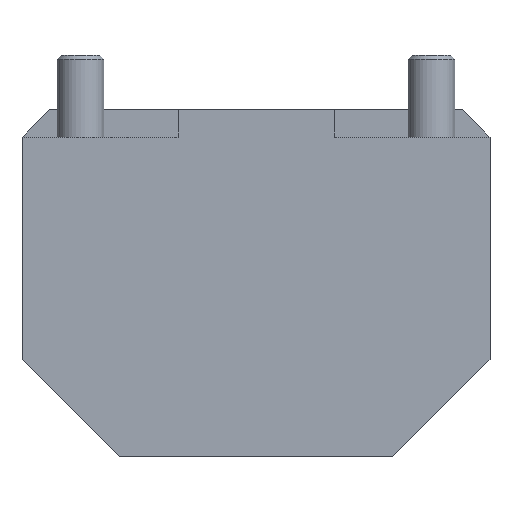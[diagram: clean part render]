
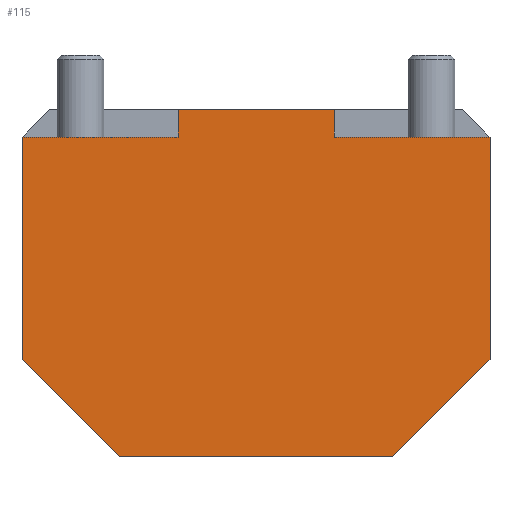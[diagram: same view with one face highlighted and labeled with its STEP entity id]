
A CAD part, left-side view. The second image highlights one B-rep face of the part: STEP entity #115.
In plain terms, the highlighted planar face has unit normal (-1, 0, 0).
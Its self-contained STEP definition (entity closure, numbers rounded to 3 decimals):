
#72=FACE_OUTER_BOUND('',#237,.T.);
#115=ADVANCED_FACE('',(#72),#155,.F.);
#155=PLANE('',#830);
#237=EDGE_LOOP('',(#377,#378,#379,#380,#381,#382,#383,#384,#385,#386));
#377=ORIENTED_EDGE('',*,*,#602,.F.);
#378=ORIENTED_EDGE('',*,*,#603,.F.);
#379=ORIENTED_EDGE('',*,*,#604,.F.);
#380=ORIENTED_EDGE('',*,*,#605,.F.);
#381=ORIENTED_EDGE('',*,*,#606,.F.);
#382=ORIENTED_EDGE('',*,*,#594,.T.);
#383=ORIENTED_EDGE('',*,*,#592,.T.);
#384=ORIENTED_EDGE('',*,*,#590,.T.);
#385=ORIENTED_EDGE('',*,*,#589,.F.);
#386=ORIENTED_EDGE('',*,*,#597,.T.);
#521=VERTEX_POINT('',#1188);
#522=VERTEX_POINT('',#1190);
#523=VERTEX_POINT('',#1194);
#524=VERTEX_POINT('',#1198);
#525=VERTEX_POINT('',#1202);
#526=VERTEX_POINT('',#1205);
#527=VERTEX_POINT('',#1216);
#528=VERTEX_POINT('',#1218);
#529=VERTEX_POINT('',#1220);
#530=VERTEX_POINT('',#1222);
#589=EDGE_CURVE('',#522,#521,#669,.T.);
#590=EDGE_CURVE('',#523,#521,#670,.T.);
#592=EDGE_CURVE('',#524,#523,#672,.T.);
#594=EDGE_CURVE('',#525,#524,#674,.T.);
#597=EDGE_CURVE('',#522,#526,#677,.T.);
#602=EDGE_CURVE('',#527,#526,#682,.T.);
#603=EDGE_CURVE('',#528,#527,#683,.T.);
#604=EDGE_CURVE('',#529,#528,#684,.T.);
#605=EDGE_CURVE('',#530,#529,#685,.T.);
#606=EDGE_CURVE('',#525,#530,#686,.T.);
#669=LINE('',#1191,#725);
#670=LINE('',#1193,#726);
#672=LINE('',#1197,#728);
#674=LINE('',#1201,#730);
#677=LINE('',#1206,#733);
#682=LINE('',#1215,#738);
#683=LINE('',#1217,#739);
#684=LINE('',#1219,#740);
#685=LINE('',#1221,#741);
#686=LINE('',#1223,#742);
#725=VECTOR('',#961,1.);
#726=VECTOR('',#964,1.);
#728=VECTOR('',#968,1.);
#730=VECTOR('',#972,1.);
#733=VECTOR('',#975,1.);
#738=VECTOR('',#988,1.);
#739=VECTOR('',#989,1.);
#740=VECTOR('',#990,1.);
#741=VECTOR('',#991,1.);
#742=VECTOR('',#992,1.);
#830=AXIS2_PLACEMENT_3D('',#1224,#993,#994);
#961=DIRECTION('',(0.,0.,1.));
#964=DIRECTION('',(0.,1.,0.));
#968=DIRECTION('',(0.,0.,1.));
#972=DIRECTION('',(0.,1.,0.));
#975=DIRECTION('',(0.,1.,0.));
#988=DIRECTION('',(0.,0.,1.));
#989=DIRECTION('',(0.,0.707,0.707));
#990=DIRECTION('',(0.,1.,0.));
#991=DIRECTION('',(0.,0.707,-0.707));
#992=DIRECTION('',(0.,0.,-1.));
#993=DIRECTION('',(1.,0.,0.));
#994=DIRECTION('',(0.,-1.,0.));
#1188=CARTESIAN_POINT('',(-92.,20.,7.));
#1190=CARTESIAN_POINT('',(-92.,20.,0.));
#1191=CARTESIAN_POINT('',(-92.,20.,0.));
#1193=CARTESIAN_POINT('',(-92.,-20.,7.));
#1194=CARTESIAN_POINT('',(-92.,-20.,7.));
#1197=CARTESIAN_POINT('',(-92.,-20.,0.));
#1198=CARTESIAN_POINT('',(-92.,-20.,0.));
#1201=CARTESIAN_POINT('',(-92.,-60.,0.));
#1202=CARTESIAN_POINT('',(-92.,-60.,0.));
#1205=CARTESIAN_POINT('',(-92.,60.,0.));
#1206=CARTESIAN_POINT('',(-92.,20.,0.));
#1215=CARTESIAN_POINT('',(-92.,60.,-59.));
#1216=CARTESIAN_POINT('',(-92.,60.,-57.));
#1217=CARTESIAN_POINT('',(-92.,35.,-82.));
#1218=CARTESIAN_POINT('',(-92.,35.,-82.));
#1219=CARTESIAN_POINT('',(-92.,-35.,-82.));
#1220=CARTESIAN_POINT('',(-92.,-35.,-82.));
#1221=CARTESIAN_POINT('',(-92.,-60.,-57.));
#1222=CARTESIAN_POINT('',(-92.,-60.,-57.));
#1223=CARTESIAN_POINT('',(-92.,-60.,0.));
#1224=CARTESIAN_POINT('',(-92.,0.,-38.5));
